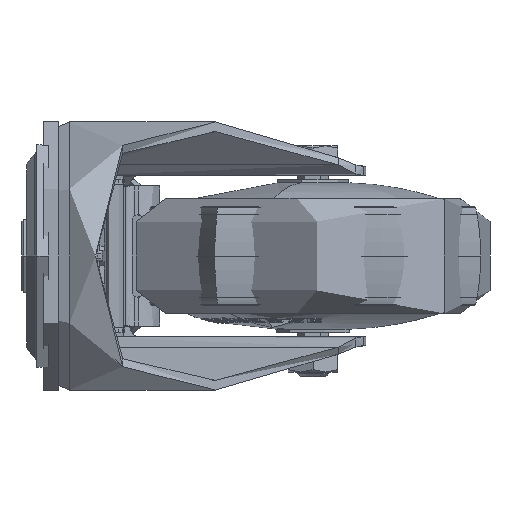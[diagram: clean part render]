
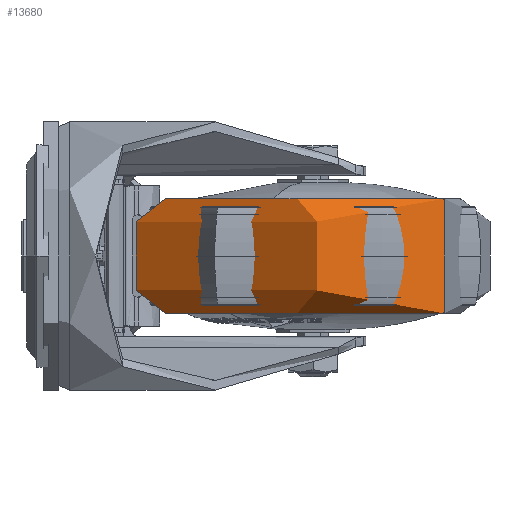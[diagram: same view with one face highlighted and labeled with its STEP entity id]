
A CAD part, left-side view. The second image highlights one B-rep face of the part: STEP entity #13680.
In plain terms, the highlighted free-form (B-spline) face has degree [3, 3] with [4, 4] control points.
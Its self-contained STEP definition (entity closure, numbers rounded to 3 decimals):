
#1141 = VERTEX_POINT ( 'NONE', #38690 ) ;
#2355 = CARTESIAN_POINT ( 'NONE',  ( 62.639, -41.678, -15. ) ) ;
#2539 = ORIENTED_EDGE ( 'NONE', *, *, #59568, .T. ) ;
#3462 = CARTESIAN_POINT ( 'NONE',  ( 62.639, -41.678, 15. ) ) ;
#4673 =( BOUNDED_CURVE ( )  B_SPLINE_CURVE ( 3, ( #44910, #45239, #18839, #3462 ),
 .UNSPECIFIED., .F., .F. ) 
 B_SPLINE_CURVE_WITH_KNOTS ( ( 4, 4 ),
 ( 0., 3.142 ),
 .UNSPECIFIED. ) 
 CURVE ( )  GEOMETRIC_REPRESENTATION_ITEM ( )  RATIONAL_B_SPLINE_CURVE ( ( 1., 0.333, 0.333, 1. ) ) 
 REPRESENTATION_ITEM ( '' )  );
#7011 = CARTESIAN_POINT ( 'NONE',  ( -6.005, 7.6, -15. ) ) ;
#7683 = CARTESIAN_POINT ( 'NONE',  ( 4.322, -122.913, 15. ) ) ;
#9594 = DIRECTION ( 'NONE',  ( 0., 0., 1. ) ) ;
#11038 = ORIENTED_EDGE ( 'NONE', *, *, #66062, .F. ) ;
#12700 = CARTESIAN_POINT ( 'NONE',  ( 13.361, -110.322, -15. ) ) ;
#12725 = CARTESIAN_POINT ( 'NONE',  ( 13.361, -110.322, -15. ) ) ;
#13680 = ADVANCED_FACE ( 'NONE', ( #26726 ), #42782, .F. ) ;
#13690 = CARTESIAN_POINT ( 'NONE',  ( -55.283, -61.044, 15. ) ) ;
#16741 = CARTESIAN_POINT ( 'NONE',  ( -22.148, 38.269, 15. ) ) ;
#18054 = CARTESIAN_POINT ( 'NONE',  ( 62.639, -41.678, 15. ) ) ;
#18316 = DIRECTION ( 'NONE',  ( 0.583, 0.812, 0. ) ) ;
#18839 = CARTESIAN_POINT ( 'NONE',  ( 71.678, -29.087, 15. ) ) ;
#19957 = CARTESIAN_POINT ( 'NONE',  ( 38., -76., -15. ) ) ;
#20051 = ORIENTED_EDGE ( 'NONE', *, *, #57170, .F. ) ;
#21253 = CIRCLE ( 'NONE', #45816, 42.25 ) ;
#21370 = CARTESIAN_POINT ( 'NONE',  ( -89.504, -55.557, -15. ) ) ;
#21544 = CARTESIAN_POINT ( 'NONE',  ( 13.361, -110.322, -15. ) ) ;
#22173 = AXIS2_PLACEMENT_3D ( 'NONE', #26330, #54401, #18316 ) ;
#23364 = CARTESIAN_POINT ( 'NONE',  ( 13.361, -110.322, 15. ) ) ;
#25801 = CARTESIAN_POINT ( 'NONE',  ( 13.361, -110.322, 15. ) ) ;
#26211 = EDGE_CURVE ( 'NONE', #27521, #51385, #57228, .T. ) ;
#26235 = VERTEX_POINT ( 'NONE', #2355 ) ;
#26330 = CARTESIAN_POINT ( 'NONE',  ( 38., -76., 15. ) ) ;
#26726 = FACE_OUTER_BOUND ( 'NONE', #54767, .T. ) ;
#27390 = CARTESIAN_POINT ( 'NONE',  ( -55.283, -61.044, -15. ) ) ;
#27521 = VERTEX_POINT ( 'NONE', #21544 ) ;
#28402 = CARTESIAN_POINT ( 'NONE',  ( 4.322, -122.913, -15. ) ) ;
#28575 = CIRCLE ( 'NONE', #22173, 42.25 ) ;
#33082 = CARTESIAN_POINT ( 'NONE',  ( -22.148, 38.269, -15. ) ) ;
#33480 = ORIENTED_EDGE ( 'NONE', *, *, #26211, .T. ) ;
#36797 = CARTESIAN_POINT ( 'NONE',  ( 71.678, -29.087, -15. ) ) ;
#38690 = CARTESIAN_POINT ( 'NONE',  ( 62.639, -41.678, 15. ) ) ;
#39753 = CARTESIAN_POINT ( 'NONE',  ( -6.005, 7.6, 15. ) ) ;
#42114 = CARTESIAN_POINT ( 'NONE',  ( 71.678, -29.087, 15. ) ) ;
#42782 =( BOUNDED_SURFACE ( )  B_SPLINE_SURFACE ( 3, 3, ( 
 ( #58495, #7011, #27390, #12700 ),
 ( #36797, #33082, #21370, #62162 ),
 ( #42114, #16741, #63832, #53783 ),
 ( #18054, #39753, #13690, #23364 ) ),
 .UNSPECIFIED., .F., .F., .F. ) 
 B_SPLINE_SURFACE_WITH_KNOTS ( ( 4, 4 ),
 ( 4, 4 ),
 ( 0., 1. ),
 ( 0., 1. ),
 .UNSPECIFIED. ) 
 GEOMETRIC_REPRESENTATION_ITEM ( )  RATIONAL_B_SPLINE_SURFACE ( (
 ( 1., 0.333, 0.333, 1.),
 ( 0.333, 0.111, 0.111, 0.333),
 ( 0.333, 0.111, 0.111, 0.333),
 ( 1., 0.333, 0.333, 1.) ) ) 
 REPRESENTATION_ITEM ( '' )  SURFACE ( )  );
#44439 = CARTESIAN_POINT ( 'NONE',  ( 13.361, -110.322, 15. ) ) ;
#44910 = CARTESIAN_POINT ( 'NONE',  ( 62.639, -41.678, -15. ) ) ;
#45239 = CARTESIAN_POINT ( 'NONE',  ( 71.678, -29.087, -15. ) ) ;
#45816 = AXIS2_PLACEMENT_3D ( 'NONE', #19957, #9594, #65387 ) ;
#51385 = VERTEX_POINT ( 'NONE', #25801 ) ;
#53783 = CARTESIAN_POINT ( 'NONE',  ( 4.322, -122.913, 15. ) ) ;
#54401 = DIRECTION ( 'NONE',  ( 0., 0., 1. ) ) ;
#54767 = EDGE_LOOP ( 'NONE', ( #2539, #33480, #20051, #11038 ) ) ;
#57170 = EDGE_CURVE ( 'NONE', #1141, #51385, #28575, .T. ) ;
#57228 =( BOUNDED_CURVE ( )  B_SPLINE_CURVE ( 3, ( #12725, #28402, #7683, #44439 ),
 .UNSPECIFIED., .F., .F. ) 
 B_SPLINE_CURVE_WITH_KNOTS ( ( 4, 4 ),
 ( 0., 3.142 ),
 .UNSPECIFIED. ) 
 CURVE ( )  GEOMETRIC_REPRESENTATION_ITEM ( )  RATIONAL_B_SPLINE_CURVE ( ( 1., 0.333, 0.333, 1. ) ) 
 REPRESENTATION_ITEM ( '' )  );
#58495 = CARTESIAN_POINT ( 'NONE',  ( 62.639, -41.678, -15. ) ) ;
#59568 = EDGE_CURVE ( 'NONE', #26235, #27521, #21253, .T. ) ;
#62162 = CARTESIAN_POINT ( 'NONE',  ( 4.322, -122.913, -15. ) ) ;
#63832 = CARTESIAN_POINT ( 'NONE',  ( -89.504, -55.557, 15. ) ) ;
#65387 = DIRECTION ( 'NONE',  ( 0.583, 0.812, 0. ) ) ;
#66062 = EDGE_CURVE ( 'NONE', #26235, #1141, #4673, .T. ) ;
